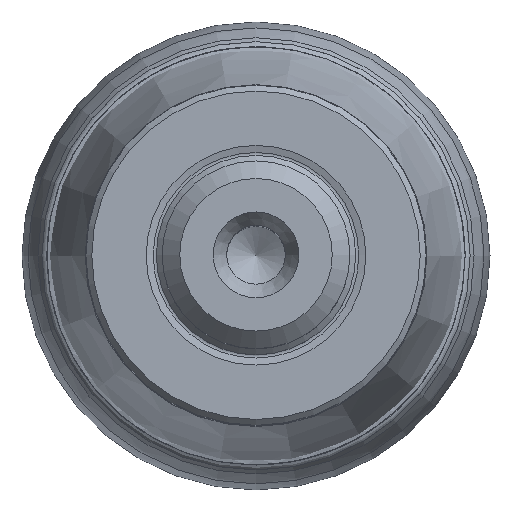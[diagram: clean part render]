
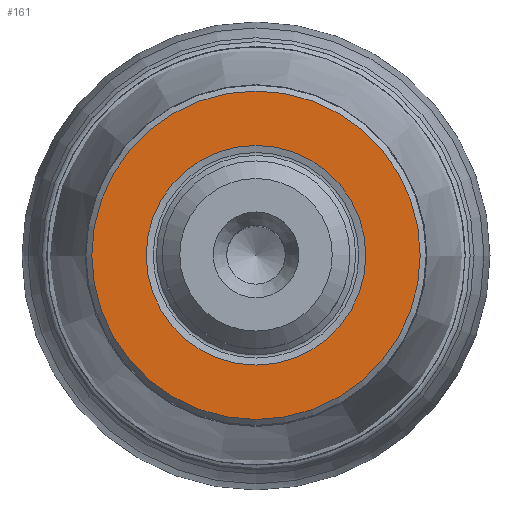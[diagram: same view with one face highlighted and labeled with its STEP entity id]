
A CAD part, top view. The second image highlights one B-rep face of the part: STEP entity #161.
In plain terms, the highlighted planar face has unit normal (0, 0, 1).
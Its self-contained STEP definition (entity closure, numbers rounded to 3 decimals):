
#51=PLANE('',#916);
#161=ADVANCED_FACE('',(#351,#352),#51,.T.);
#351=FACE_BOUND('',#461,.T.);
#352=FACE_BOUND('',#462,.T.);
#461=EDGE_LOOP('',(#595));
#462=EDGE_LOOP('',(#596));
#595=ORIENTED_EDGE('',*,*,#794,.T.);
#596=ORIENTED_EDGE('',*,*,#795,.T.);
#723=VERTEX_POINT('',#1657);
#724=VERTEX_POINT('',#1659);
#794=EDGE_CURVE('',#723,#723,#856,.T.);
#795=EDGE_CURVE('',#724,#724,#857,.T.);
#856=CIRCLE('',#914,14.);
#857=CIRCLE('',#915,9.36);
#914=AXIS2_PLACEMENT_3D('',#1656,#1076,#1077);
#915=AXIS2_PLACEMENT_3D('',#1658,#1078,#1079);
#916=AXIS2_PLACEMENT_3D('',#1660,#1080,#1081);
#1076=DIRECTION('',(0.,0.,1.));
#1077=DIRECTION('',(1.,0.,0.));
#1078=DIRECTION('',(0.,0.,-1.));
#1079=DIRECTION('',(-1.,0.,0.));
#1080=DIRECTION('',(0.,0.,1.));
#1081=DIRECTION('',(1.,0.,0.));
#1656=CARTESIAN_POINT('',(0.,0.,0.));
#1657=CARTESIAN_POINT('',(14.,0.,0.));
#1658=CARTESIAN_POINT('',(0.,0.,0.));
#1659=CARTESIAN_POINT('',(-9.36,0.,0.));
#1660=CARTESIAN_POINT('',(14.5,0.,0.));
